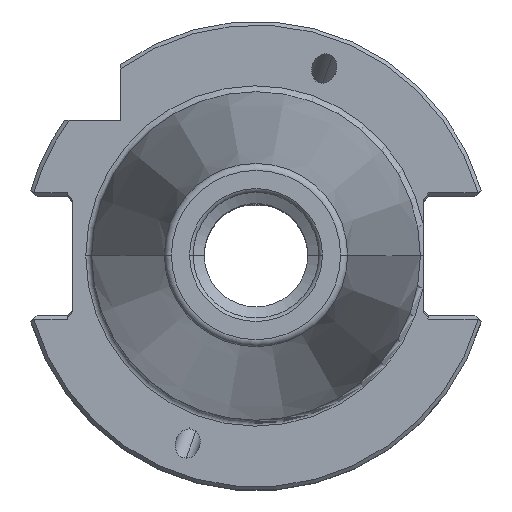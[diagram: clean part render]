
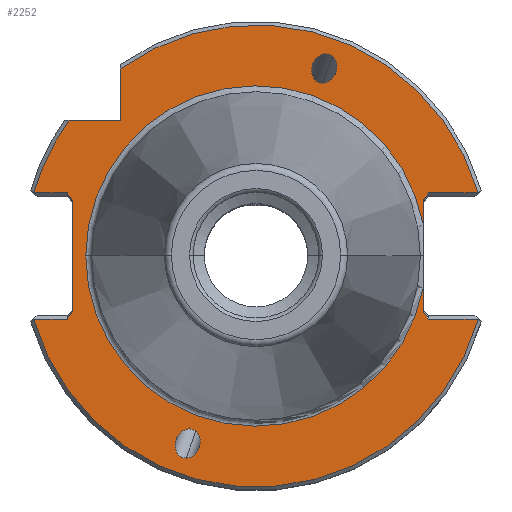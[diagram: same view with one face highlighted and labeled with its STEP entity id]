
A CAD part, top view. The second image highlights one B-rep face of the part: STEP entity #2252.
In plain terms, the highlighted planar face has unit normal (0, 0, 1).
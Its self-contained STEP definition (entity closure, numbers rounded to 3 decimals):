
#1014=EDGE_CURVE('NONE',#1284,#2762,#2983,.F.);
#1044=VERTEX_POINT('NONE',#3016);
#1064=VERTEX_POINT('NONE',#3037);
#1086=VERTEX_POINT('NONE',#3061);
#1186=EDGE_CURVE('NONE',#1798,#1086,#3171,.F.);
#1262=EDGE_CURVE('NONE',#2160,#1736,#3261,.T.);
#1284=VERTEX_POINT('NONE',#3288);
#1346=VERTEX_POINT('NONE',#3360);
#1442=VERTEX_POINT('NONE',#3463);
#1452=VERTEX_POINT('NONE',#3478);
#1466=EDGE_CURVE('NONE',#1730,#2034,#3494,.F.);
#1530=EDGE_CURVE('NONE',#2410,#1452,#3562,.T.);
#1556=VERTEX_POINT('NONE',#3588);
#1678=EDGE_CURVE('NONE',#1686,#1736,#3724,.T.);
#1686=VERTEX_POINT('NONE',#3732);
#1714=EDGE_CURVE('NONE',#2034,#1906,#3764,.T.);
#1730=VERTEX_POINT('NONE',#3781);
#1736=VERTEX_POINT('NONE',#3788);
#1770=VERTEX_POINT('NONE',#3826);
#1798=VERTEX_POINT('NONE',#3855);
#1814=EDGE_CURVE('NONE',#1064,#2090,#3871,.F.);
#1906=VERTEX_POINT('NONE',#3975);
#1934=EDGE_CURVE('NONE',#1556,#1442,#4006,.F.);
#1946=VERTEX_POINT('NONE',#4018);
#1986=EDGE_CURVE('NONE',#2410,#2762,#4063,.T.);
#2000=EDGE_CURVE('NONE',#1346,#1064,#4078,.F.);
#2034=VERTEX_POINT('NONE',#4114);
#2058=EDGE_CURVE('NONE',#2346,#1284,#4142,.F.);
#2090=VERTEX_POINT('NONE',#4177);
#2160=VERTEX_POINT('NONE',#4257);
#2252=ADVANCED_FACE('NONE',(#4358,#4359,#4360),#4361,.T.);
#2258=EDGE_CURVE('NONE',#1086,#1798,#4368,.F.);
#2346=VERTEX_POINT('NONE',#4463);
#2352=EDGE_CURVE('NONE',#2090,#1730,#4469,.T.);
#2400=EDGE_CURVE('NONE',#1770,#1946,#4521,.F.);
#2410=VERTEX_POINT('NONE',#4533);
#2428=EDGE_CURVE('NONE',#1906,#1686,#4553,.T.);
#2492=EDGE_CURVE('NONE',#1770,#1452,#4621,.F.);
#2508=EDGE_CURVE('NONE',#1346,#1044,#4639,.F.);
#2524=EDGE_CURVE('NONE',#2346,#2556,#4658,.T.);
#2536=EDGE_CURVE('NONE',#1442,#1556,#4670,.F.);
#2556=VERTEX_POINT('NONE',#4694);
#2716=EDGE_CURVE('NONE',#1044,#1946,#4869,.F.);
#2718=EDGE_CURVE('NONE',#2160,#2556,#4871,.T.);
#2762=VERTEX_POINT('NONE',#4917);
#2983=CIRCLE('',#5170,23.025);
#3016=CARTESIAN_POINT('',(-18.35,18.35,-3.2));
#3037=CARTESIAN_POINT('',(-30.058,8.55,-3.2));
#3061=CARTESIAN_POINT('',(8.131,23.719,-3.2));
#3171=ELLIPSE('',#5502,2.014,1.65);
#3261=LINE('',#5627,#5628);
#3288=CARTESIAN_POINT('',(-23.025,0.,-3.2));
#3360=CARTESIAN_POINT('',(-25.295,18.35,-3.2));
#3463=CARTESIAN_POINT('',(-9.452,-27.347,-3.2));
#3478=CARTESIAN_POINT('',(23.35,8.55,-3.2));
#3494=LINE('',#6034,#6035);
#3562=LINE('',#6160,#6161);
#3588=CARTESIAN_POINT('',(-9.017,-23.397,-3.2));
#3724=CIRCLE('',#6422,31.25);
#3732=CARTESIAN_POINT('',(-30.058,-8.55,-3.2));
#3764=LINE('',#6488,#6489);
#3781=CARTESIAN_POINT('',(-24.8,7.489,-3.2));
#3788=CARTESIAN_POINT('',(30.058,-8.55,-3.2));
#3826=CARTESIAN_POINT('',(30.058,8.55,-3.2));
#3855=CARTESIAN_POINT('',(10.338,27.024,-3.2));
#3871=LINE('',#6683,#6684);
#3975=CARTESIAN_POINT('',(-25.55,-8.55,-3.2));
#4006=ELLIPSE('',#7001,2.014,1.65);
#4018=CARTESIAN_POINT('',(-18.35,25.295,-3.2));
#4063=LINE('',#7087,#7088);
#4078=CIRCLE('',#7108,31.25);
#4114=CARTESIAN_POINT('',(-24.8,-7.489,-3.2));
#4142=CIRCLE('',#7251,23.025);
#4177=CARTESIAN_POINT('',(-25.55,8.55,-3.2));
#4257=CARTESIAN_POINT('',(23.35,-8.55,-3.2));
#4358=FACE_OUTER_BOUND('',#7635,.T.);
#4359=FACE_BOUND('',#7636,.T.);
#4360=FACE_BOUND('',#7637,.T.);
#4361=PLANE('',#7638);
#4368=ELLIPSE('',#7646,2.014,1.65);
#4463=CARTESIAN_POINT('',(22.6,-4.403,-3.2));
#4469=LINE('',#7838,#7839);
#4521=CIRCLE('',#7928,31.25);
#4533=CARTESIAN_POINT('',(22.6,7.489,-3.2));
#4553=LINE('',#8022,#8023);
#4621=LINE('',#8162,#8163);
#4639=LINE('',#8183,#8184);
#4658=LINE('',#8216,#8217);
#4670=ELLIPSE('',#8237,2.014,1.65);
#4694=CARTESIAN_POINT('',(22.6,-7.489,-3.2));
#4869=LINE('',#8750,#8751);
#4871=LINE('',#8754,#8755);
#4917=CARTESIAN_POINT('',(22.6,4.403,-3.2));
#5170=AXIS2_PLACEMENT_3D('',#9156,#9157,#9158);
#5502=AXIS2_PLACEMENT_3D('',#9352,#9353,#9354);
#5627=CARTESIAN_POINT('',(62.4,-8.55,-3.2));
#5628=VECTOR('',#9485,1.0);
#6034=CARTESIAN_POINT('',(-24.8,-26.113,-3.2));
#6035=VECTOR('',#9793,1.0);
#6160=CARTESIAN_POINT('',(5.016,-17.379,-3.2));
#6161=VECTOR('',#9849,1.0);
#6422=AXIS2_PLACEMENT_3D('',#10025,#10026,#10027);
#6488=CARTESIAN_POINT('',(-28.39,-12.566,-3.2));
#6489=VECTOR('',#10072,1.0);
#6683=CARTESIAN_POINT('',(-30.6,8.55,-3.2));
#6684=VECTOR('',#10180,1.0);
#7001=AXIS2_PLACEMENT_3D('',#10332,#10333,#10334);
#7087=CARTESIAN_POINT('',(22.6,-26.113,-3.2));
#7088=VECTOR('',#10402,1.0);
#7108=AXIS2_PLACEMENT_3D('',#10417,#10418,#10419);
#7251=AXIS2_PLACEMENT_3D('',#10488,#10489,#10490);
#7635=EDGE_LOOP('',(#10747,#10748,#10749,#10750,#10751,#10752,#10753,#10754,#10755,#10756,#10757,#10758,#10759,#10760,#10761,#10762,#10763,#10764));
#7636=EDGE_LOOP('',(#10765,#10766));
#7637=EDGE_LOOP('',(#10767,#10768));
#7638=AXIS2_PLACEMENT_3D('',#10769,#10770,#10771);
#7646=AXIS2_PLACEMENT_3D('',#10780,#10781,#10782);
#7838=CARTESIAN_POINT('',(-3.771,-22.251,-3.2));
#7839=VECTOR('',#10872,1.0);
#7928=AXIS2_PLACEMENT_3D('',#10934,#10935,#10936);
#8022=CARTESIAN_POINT('',(-30.6,-8.55,-3.2));
#8023=VECTOR('',#10971,1.0);
#8162=CARTESIAN_POINT('',(62.4,8.55,-3.2));
#8163=VECTOR('',#11042,1.0);
#8183=CARTESIAN_POINT('',(-19.175,18.35,-3.2));
#8184=VECTOR('',#11062,1.0);
#8216=CARTESIAN_POINT('',(22.6,-26.113,-3.2));
#8217=VECTOR('',#11090,1.0);
#8237=AXIS2_PLACEMENT_3D('',#11096,#11097,#11098);
#8750=CARTESIAN_POINT('',(-18.35,-16.938,-3.2));
#8751=VECTOR('',#11329,1.0);
#8754=CARTESIAN_POINT('',(29.635,-17.438,-3.2));
#8755=VECTOR('',#11330,1.);
#9156=CARTESIAN_POINT('',(0.0,0.0,-3.2));
#9157=DIRECTION('',(-0.0,0.0,1.0));
#9158=DIRECTION('',(0.0,1.0,0.0));
#9352=CARTESIAN_POINT('',(9.235,25.372,-3.2));
#9353=DIRECTION('',(-0.0,0.0,-1.0));
#9354=DIRECTION('',(-0.342,-0.94,0.0));
#9485=DIRECTION('',(1.0,0.,-0.0));
#9793=DIRECTION('',(0.,1.0,0.0));
#9849=DIRECTION('',(0.577,0.816,0.0));
#10025=CARTESIAN_POINT('',(0.0,0.0,-3.2));
#10026=DIRECTION('',(-0.0,0.0,1.0));
#10027=DIRECTION('',(1.0,0.,0.0));
#10072=DIRECTION('',(-0.577,-0.816,0.0));
#10180=DIRECTION('',(-1.0,0.,0.0));
#10332=CARTESIAN_POINT('',(-9.235,-25.372,-3.2));
#10333=DIRECTION('',(0.0,0.0,-1.0));
#10334=DIRECTION('',(0.342,0.94,0.0));
#10402=DIRECTION('',(0.,-1.0,0.0));
#10417=CARTESIAN_POINT('',(0.0,0.0,-3.2));
#10418=DIRECTION('',(0.0,0.0,-1.0));
#10419=DIRECTION('',(1.0,0.,0.0));
#10488=CARTESIAN_POINT('',(0.0,0.0,-3.2));
#10489=DIRECTION('',(-0.0,0.0,1.0));
#10490=DIRECTION('',(0.0,1.0,0.0));
#10747=ORIENTED_EDGE('',*,*,#2428,.T.);
#10748=ORIENTED_EDGE('',*,*,#1678,.T.);
#10749=ORIENTED_EDGE('',*,*,#1262,.F.);
#10750=ORIENTED_EDGE('',*,*,#2718,.T.);
#10751=ORIENTED_EDGE('',*,*,#2524,.F.);
#10752=ORIENTED_EDGE('',*,*,#2058,.T.);
#10753=ORIENTED_EDGE('',*,*,#1014,.T.);
#10754=ORIENTED_EDGE('',*,*,#1986,.F.);
#10755=ORIENTED_EDGE('',*,*,#1530,.T.);
#10756=ORIENTED_EDGE('',*,*,#2492,.F.);
#10757=ORIENTED_EDGE('',*,*,#2400,.T.);
#10758=ORIENTED_EDGE('',*,*,#2716,.F.);
#10759=ORIENTED_EDGE('',*,*,#2508,.F.);
#10760=ORIENTED_EDGE('',*,*,#2000,.T.);
#10761=ORIENTED_EDGE('',*,*,#1814,.T.);
#10762=ORIENTED_EDGE('',*,*,#2352,.T.);
#10763=ORIENTED_EDGE('',*,*,#1466,.T.);
#10764=ORIENTED_EDGE('',*,*,#1714,.T.);
#10765=ORIENTED_EDGE('',*,*,#2258,.F.);
#10766=ORIENTED_EDGE('',*,*,#1186,.F.);
#10767=ORIENTED_EDGE('',*,*,#1934,.F.);
#10768=ORIENTED_EDGE('',*,*,#2536,.F.);
#10769=CARTESIAN_POINT('',(0.,-52.225,-3.2));
#10770=DIRECTION('',(0.0,0.0,1.0));
#10771=DIRECTION('',(-1.0,0.,0.0));
#10780=CARTESIAN_POINT('',(9.235,25.372,-3.2));
#10781=DIRECTION('',(-0.0,0.0,-1.0));
#10782=DIRECTION('',(-0.342,-0.94,0.0));
#10872=DIRECTION('',(0.577,-0.816,-0.0));
#10934=CARTESIAN_POINT('',(0.0,0.0,-3.2));
#10935=DIRECTION('',(0.0,0.0,-1.0));
#10936=DIRECTION('',(1.0,0.,0.0));
#10971=DIRECTION('',(-1.0,0.,0.0));
#11042=DIRECTION('',(1.0,0.,-0.0));
#11062=DIRECTION('',(-1.0,0.,0.0));
#11090=DIRECTION('',(0.,-1.0,0.0));
#11096=CARTESIAN_POINT('',(-9.235,-25.372,-3.2));
#11097=DIRECTION('',(0.0,0.0,-1.0));
#11098=DIRECTION('',(0.342,0.94,0.0));
#11329=DIRECTION('',(0.,-1.0,-0.0));
#11330=DIRECTION('',(-0.577,0.816,0.0));
